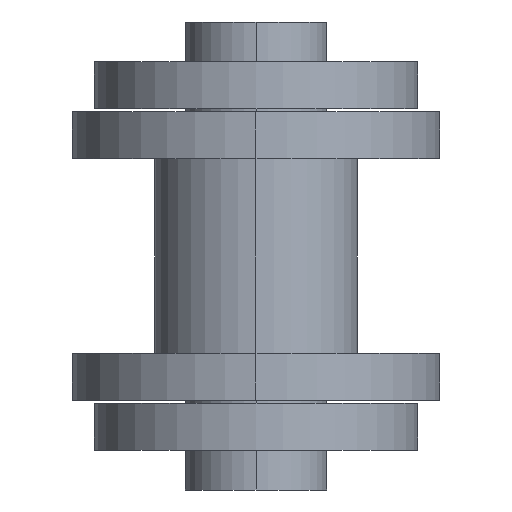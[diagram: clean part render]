
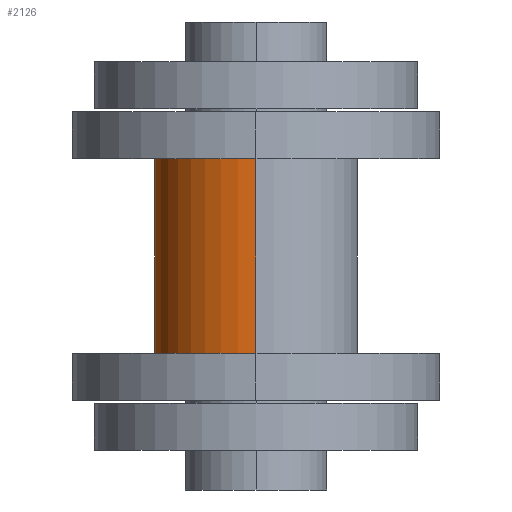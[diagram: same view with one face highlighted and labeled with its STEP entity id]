
A CAD part, left-side view. The second image highlights one B-rep face of the part: STEP entity #2126.
In plain terms, the highlighted cylindrical face has radius 1.651 mm (diameter 3.302 mm), a partial arc.
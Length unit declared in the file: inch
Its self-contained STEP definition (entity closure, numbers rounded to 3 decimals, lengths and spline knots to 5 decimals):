
#187 = CARTESIAN_POINT ( 'NONE',  ( -0.435, 0., 0.187 ) ) ;
#254 = ORIENTED_EDGE ( 'NONE', *, *, #1286, .T. ) ;
#543 = CARTESIAN_POINT ( 'NONE',  ( -0.565, 0., 0.187 ) ) ;
#591 = CYLINDRICAL_SURFACE ( 'NONE', #2678, 0.065 ) ;
#645 = ORIENTED_EDGE ( 'NONE', *, *, #1023, .F. ) ;
#794 = DIRECTION ( 'NONE',  ( -1., 0., 0. ) ) ;
#863 = DIRECTION ( 'NONE',  ( 1., 0., 0. ) ) ;
#907 = VERTEX_POINT ( 'NONE', #187 ) ;
#1023 = EDGE_CURVE ( 'NONE', #1860, #1480, #2996, .T. ) ;
#1065 = ORIENTED_EDGE ( 'NONE', *, *, #2015, .T. ) ;
#1128 = CIRCLE ( 'NONE', #1738, 0.065 ) ;
#1172 = DIRECTION ( 'NONE',  ( 0., 0., -1. ) ) ;
#1286 = EDGE_CURVE ( 'NONE', #907, #2326, #1671, .T. ) ;
#1480 = VERTEX_POINT ( 'NONE', #1660 ) ;
#1541 = DIRECTION ( 'NONE',  ( -1., 0., 0. ) ) ;
#1660 = CARTESIAN_POINT ( 'NONE',  ( -0.565, 0., 0.062 ) ) ;
#1671 = LINE ( 'NONE', #1812, #3540 ) ;
#1738 = AXIS2_PLACEMENT_3D ( 'NONE', #2650, #1172, #863 ) ;
#1812 = CARTESIAN_POINT ( 'NONE',  ( -0.435, 0., 0.187 ) ) ;
#1860 = VERTEX_POINT ( 'NONE', #2440 ) ;
#2015 = EDGE_CURVE ( 'NONE', #2326, #1480, #3204, .T. ) ;
#2018 = CARTESIAN_POINT ( 'NONE',  ( -0.435, 0., 0.062 ) ) ;
#2126 = ADVANCED_FACE ( 'NONE', ( #2965 ), #591, .T. ) ;
#2326 = VERTEX_POINT ( 'NONE', #2018 ) ;
#2396 = AXIS2_PLACEMENT_3D ( 'NONE', #3584, #2743, #1541 ) ;
#2440 = CARTESIAN_POINT ( 'NONE',  ( -0.565, 0., 0.187 ) ) ;
#2650 = CARTESIAN_POINT ( 'NONE',  ( -0.5, 0., 0.187 ) ) ;
#2673 = VECTOR ( 'NONE', #2873, 39.37008 ) ;
#2675 = DIRECTION ( 'NONE',  ( 0., 0., -1. ) ) ;
#2678 = AXIS2_PLACEMENT_3D ( 'NONE', #2814, #3730, #794 ) ;
#2743 = DIRECTION ( 'NONE',  ( 0., 0., 1. ) ) ;
#2814 = CARTESIAN_POINT ( 'NONE',  ( -0.5, 0., 0.187 ) ) ;
#2873 = DIRECTION ( 'NONE',  ( 0., 0., -1. ) ) ;
#2907 = EDGE_CURVE ( 'NONE', #1860, #907, #1128, .T. ) ;
#2965 = FACE_OUTER_BOUND ( 'NONE', #3739, .T. ) ;
#2996 = LINE ( 'NONE', #543, #2673 ) ;
#3133 = ORIENTED_EDGE ( 'NONE', *, *, #2907, .T. ) ;
#3204 = CIRCLE ( 'NONE', #2396, 0.065 ) ;
#3540 = VECTOR ( 'NONE', #2675, 39.37008 ) ;
#3584 = CARTESIAN_POINT ( 'NONE',  ( -0.5, 0., 0.062 ) ) ;
#3730 = DIRECTION ( 'NONE',  ( 0., 0., -1. ) ) ;
#3739 = EDGE_LOOP ( 'NONE', ( #3133, #254, #1065, #645 ) ) ;
